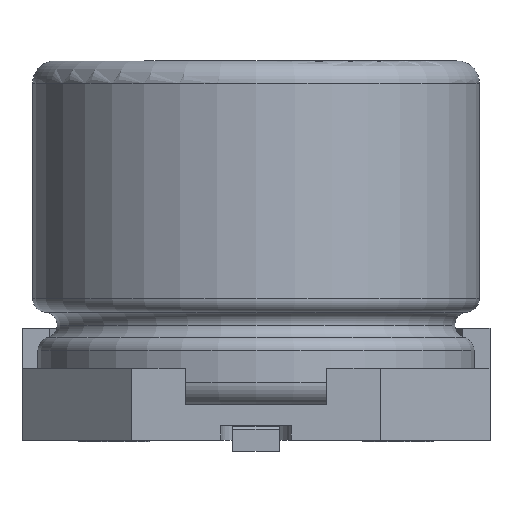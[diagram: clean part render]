
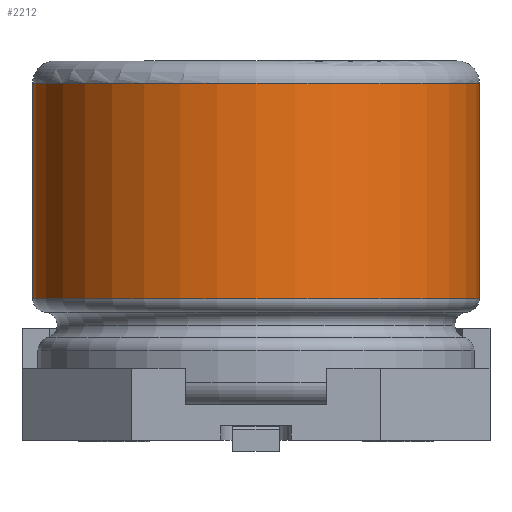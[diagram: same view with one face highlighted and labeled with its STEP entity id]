
A CAD part, front view. The second image highlights one B-rep face of the part: STEP entity #2212.
In plain terms, the highlighted cylindrical face has radius 3.15 mm (diameter 6.3 mm), a full revolution.
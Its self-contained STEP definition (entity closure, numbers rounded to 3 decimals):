
#66=CYLINDRICAL_SURFACE('',#2406,3.15);
#134=FACE_OUTER_BOUND('',#259,.T.);
#259=EDGE_LOOP('',(#1574,#1575,#1576,#1577,#1578));
#443=LINE('',#3538,#630);
#630=VECTOR('',#2841,3.15);
#770=CIRCLE('',#2407,3.15);
#771=CIRCLE('',#2408,3.15);
#772=CIRCLE('',#2409,3.15);
#950=VERTEX_POINT('',#3535);
#951=VERTEX_POINT('',#3537);
#952=VERTEX_POINT('',#3539);
#1189=EDGE_CURVE('',#950,#950,#770,.T.);
#1190=EDGE_CURVE('',#950,#951,#443,.T.);
#1191=EDGE_CURVE('',#951,#952,#771,.T.);
#1192=EDGE_CURVE('',#952,#951,#772,.T.);
#1574=ORIENTED_EDGE('',*,*,#1189,.T.);
#1575=ORIENTED_EDGE('',*,*,#1190,.T.);
#1576=ORIENTED_EDGE('',*,*,#1191,.T.);
#1577=ORIENTED_EDGE('',*,*,#1192,.T.);
#1578=ORIENTED_EDGE('',*,*,#1190,.F.);
#2212=ADVANCED_FACE('',(#134),#66,.T.);
#2406=AXIS2_PLACEMENT_3D('',#3534,#2837,#2838);
#2407=AXIS2_PLACEMENT_3D('',#3536,#2839,#2840);
#2408=AXIS2_PLACEMENT_3D('',#3540,#2842,#2843);
#2409=AXIS2_PLACEMENT_3D('',#3541,#2844,#2845);
#2837=DIRECTION('center_axis',(0.,0.,-1.));
#2838=DIRECTION('ref_axis',(1.,0.,0.));
#2839=DIRECTION('center_axis',(0.,0.,1.));
#2840=DIRECTION('ref_axis',(1.,0.,0.));
#2841=DIRECTION('',(0.,0.,1.));
#2842=DIRECTION('center_axis',(0.,0.,-1.));
#2843=DIRECTION('ref_axis',(-1.,0.,0.));
#2844=DIRECTION('center_axis',(0.,0.,-1.));
#2845=DIRECTION('ref_axis',(-1.,0.,0.));
#3534=CARTESIAN_POINT('Origin',(0.,0.,9.9));
#3535=CARTESIAN_POINT('',(-3.15,0.,1.499));
#3536=CARTESIAN_POINT('Origin',(0.,0.,1.499));
#3537=CARTESIAN_POINT('',(-3.15,0.,4.535));
#3538=CARTESIAN_POINT('',(-3.15,0.,9.9));
#3539=CARTESIAN_POINT('',(3.15,0.,4.535));
#3540=CARTESIAN_POINT('Origin',(0.,0.,4.535));
#3541=CARTESIAN_POINT('Origin',(0.,0.,4.535));
